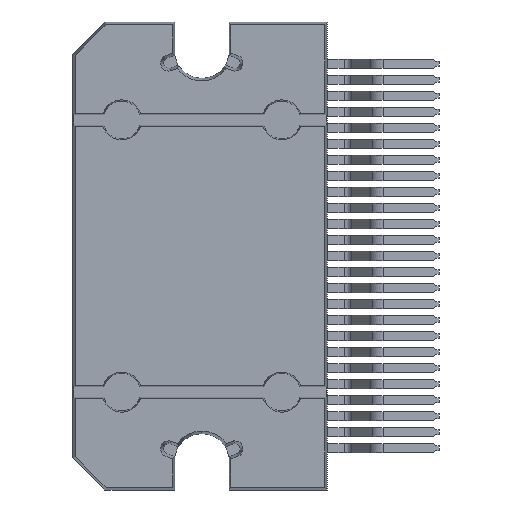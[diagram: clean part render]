
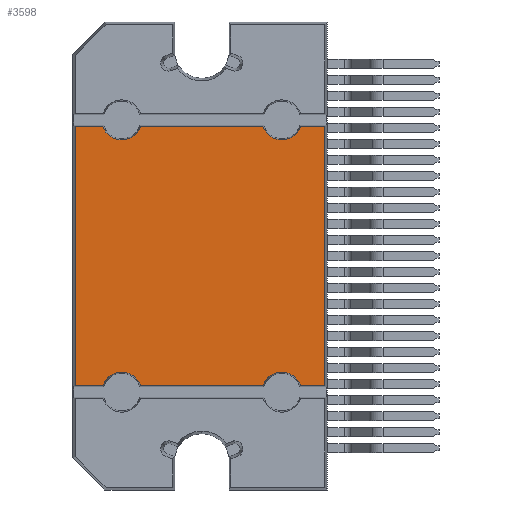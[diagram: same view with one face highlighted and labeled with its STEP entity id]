
A CAD part, left-side view. The second image highlights one B-rep face of the part: STEP entity #3598.
In plain terms, the highlighted planar face has unit normal (-1, 0, 0).
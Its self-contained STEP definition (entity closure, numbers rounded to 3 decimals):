
#12 = VECTOR ( 'NONE', #15881, 1000. ) ;
#51 = VERTEX_POINT ( 'NONE', #1435 ) ;
#370 = VERTEX_POINT ( 'NONE', #13946 ) ;
#542 = EDGE_CURVE ( 'NONE', #51, #9535, #10304, .T. ) ;
#560 = LINE ( 'NONE', #17190, #9694 ) ;
#676 = CARTESIAN_POINT ( 'NONE',  ( 3.695, 6.32, 8.5 ) ) ;
#759 = ORIENTED_EDGE ( 'NONE', *, *, #16171, .F. ) ;
#1114 = VECTOR ( 'NONE', #17118, 1000. ) ;
#1305 = VECTOR ( 'NONE', #16847, 1000. ) ;
#1435 = CARTESIAN_POINT ( 'NONE',  ( 3.695, 19.204, 8.1 ) ) ;
#1548 = CARTESIAN_POINT ( 'NONE',  ( 3.695, 16.32, 8.5 ) ) ;
#1628 = VERTEX_POINT ( 'NONE', #11443 ) ;
#1639 = CARTESIAN_POINT ( 'NONE',  ( 3.695, -3.5, 8.1 ) ) ;
#1642 = FACE_OUTER_BOUND ( 'NONE', #17834, .T. ) ;
#1675 = AXIS2_PLACEMENT_3D ( 'NONE', #2402, #16431, #9546 ) ;
#1720 = CARTESIAN_POINT ( 'NONE',  ( 3.695, 19.204, -8.1 ) ) ;
#2031 = DIRECTION ( 'NONE',  ( -1., 0., 0. ) ) ;
#2072 = VECTOR ( 'NONE', #4718, 1000. ) ;
#2156 = DIRECTION ( 'NONE',  ( -1., 0., 0. ) ) ;
#2361 = EDGE_CURVE ( 'NONE', #370, #11850, #14304, .T. ) ;
#2402 = CARTESIAN_POINT ( 'NONE',  ( 3.695, 6.32, -8.5 ) ) ;
#2428 = AXIS2_PLACEMENT_3D ( 'NONE', #676, #2031, #7565 ) ;
#2680 = VERTEX_POINT ( 'NONE', #6874 ) ;
#3117 = AXIS2_PLACEMENT_3D ( 'NONE', #5816, #4463, #12862 ) ;
#3184 = EDGE_CURVE ( 'NONE', #1628, #16055, #8813, .T. ) ;
#3484 = VECTOR ( 'NONE', #5899, 1000. ) ;
#3598 = ADVANCED_FACE ( 'NONE', ( #1642 ), #15487, .T. ) ;
#3619 = EDGE_CURVE ( 'NONE', #14152, #370, #4323, .T. ) ;
#3845 = VECTOR ( 'NONE', #16663, 1000. ) ;
#4323 = CIRCLE ( 'NONE', #16742, 1.25 ) ;
#4385 = CIRCLE ( 'NONE', #17364, 1.25 ) ;
#4463 = DIRECTION ( 'NONE',  ( -1., 0., 0. ) ) ;
#4466 = EDGE_CURVE ( 'NONE', #51, #14152, #10365, .T. ) ;
#4649 = LINE ( 'NONE', #11323, #1305 ) ;
#4718 = DIRECTION ( 'NONE',  ( 0., 0., -1. ) ) ;
#5032 = ORIENTED_EDGE ( 'NONE', *, *, #7145, .T. ) ;
#5283 = ORIENTED_EDGE ( 'NONE', *, *, #5616, .F. ) ;
#5366 = DIRECTION ( 'NONE',  ( 0., 0., 1. ) ) ;
#5406 = ORIENTED_EDGE ( 'NONE', *, *, #542, .T. ) ;
#5616 = EDGE_CURVE ( 'NONE', #2680, #10426, #4385, .T. ) ;
#5726 = DIRECTION ( 'NONE',  ( -1., 0., 0. ) ) ;
#5816 = CARTESIAN_POINT ( 'NONE',  ( 3.695, 16.32, -8.5 ) ) ;
#5899 = DIRECTION ( 'NONE',  ( 0., -1., 0. ) ) ;
#5985 = DIRECTION ( 'NONE',  ( 0., 0., 1. ) ) ;
#6112 = ORIENTED_EDGE ( 'NONE', *, *, #11414, .F. ) ;
#6264 = CARTESIAN_POINT ( 'NONE',  ( 3.695, 3.636, 8.1 ) ) ;
#6615 = VERTEX_POINT ( 'NONE', #10892 ) ;
#6685 = ORIENTED_EDGE ( 'NONE', *, *, #3619, .F. ) ;
#6844 = VERTEX_POINT ( 'NONE', #6264 ) ;
#6874 = CARTESIAN_POINT ( 'NONE',  ( 3.695, 15.136, -8.1 ) ) ;
#7058 = ORIENTED_EDGE ( 'NONE', *, *, #3184, .T. ) ;
#7145 = EDGE_CURVE ( 'NONE', #16055, #6844, #15482, .T. ) ;
#7196 = CARTESIAN_POINT ( 'NONE',  ( 3.695, -3.5, -8.1 ) ) ;
#7256 = CARTESIAN_POINT ( 'NONE',  ( 3.695, 3.636, -14.615 ) ) ;
#7565 = DIRECTION ( 'NONE',  ( 0., 0., 1. ) ) ;
#7617 = ORIENTED_EDGE ( 'NONE', *, *, #15122, .F. ) ;
#7631 = CARTESIAN_POINT ( 'NONE',  ( 3.695, 7.504, 8.1 ) ) ;
#7787 = DIRECTION ( 'NONE',  ( 0., 0., 1. ) ) ;
#8093 = EDGE_CURVE ( 'NONE', #9535, #12838, #12791, .T. ) ;
#8361 = EDGE_CURVE ( 'NONE', #1628, #11100, #10512, .T. ) ;
#8637 = ORIENTED_EDGE ( 'NONE', *, *, #8093, .T. ) ;
#8689 = CARTESIAN_POINT ( 'NONE',  ( 3.695, 5.136, 8.1 ) ) ;
#8710 = CARTESIAN_POINT ( 'NONE',  ( 3.695, 11.32, 12.8 ) ) ;
#8813 = LINE ( 'NONE', #7196, #1114 ) ;
#9046 = CARTESIAN_POINT ( 'NONE',  ( 3.695, 16.32, -8.5 ) ) ;
#9535 = VERTEX_POINT ( 'NONE', #1720 ) ;
#9546 = DIRECTION ( 'NONE',  ( 0., 0., 1. ) ) ;
#9653 = AXIS2_PLACEMENT_3D ( 'NONE', #12221, #17734, #5366 ) ;
#9694 = VECTOR ( 'NONE', #10588, 1000. ) ;
#10304 = LINE ( 'NONE', #11838, #2072 ) ;
#10365 = LINE ( 'NONE', #16057, #12 ) ;
#10423 = DIRECTION ( 'NONE',  ( 0., -1., 0. ) ) ;
#10426 = VERTEX_POINT ( 'NONE', #10524 ) ;
#10512 = CIRCLE ( 'NONE', #9653, 1.25 ) ;
#10524 = CARTESIAN_POINT ( 'NONE',  ( 3.695, 16.32, -7.25 ) ) ;
#10554 = CARTESIAN_POINT ( 'NONE',  ( 3.695, 6.32, -7.25 ) ) ;
#10588 = DIRECTION ( 'NONE',  ( 0., -1., 0. ) ) ;
#10892 = CARTESIAN_POINT ( 'NONE',  ( 3.695, 7.504, -8.1 ) ) ;
#11100 = VERTEX_POINT ( 'NONE', #10554 ) ;
#11323 = CARTESIAN_POINT ( 'NONE',  ( 3.695, -3.5, -8.1 ) ) ;
#11414 = EDGE_CURVE ( 'NONE', #11850, #15971, #16004, .T. ) ;
#11443 = CARTESIAN_POINT ( 'NONE',  ( 3.695, 5.136, -8.1 ) ) ;
#11550 = CARTESIAN_POINT ( 'NONE',  ( 3.695, 3.636, -8.1 ) ) ;
#11574 = DIRECTION ( 'NONE',  ( -1., 0., 0. ) ) ;
#11838 = CARTESIAN_POINT ( 'NONE',  ( 3.695, 19.204, 12.615 ) ) ;
#11850 = VERTEX_POINT ( 'NONE', #7631 ) ;
#12221 = CARTESIAN_POINT ( 'NONE',  ( 3.695, 6.32, -8.5 ) ) ;
#12769 = DIRECTION ( 'NONE',  ( 0., 0., 1. ) ) ;
#12775 = EDGE_CURVE ( 'NONE', #2680, #6615, #4649, .T. ) ;
#12791 = LINE ( 'NONE', #15679, #16865 ) ;
#12838 = VERTEX_POINT ( 'NONE', #14315 ) ;
#12851 = EDGE_CURVE ( 'NONE', #15971, #6844, #560, .T. ) ;
#12862 = DIRECTION ( 'NONE',  ( 0., 0., 1. ) ) ;
#13946 = CARTESIAN_POINT ( 'NONE',  ( 3.695, 15.136, 8.1 ) ) ;
#14075 = ORIENTED_EDGE ( 'NONE', *, *, #4466, .F. ) ;
#14102 = CIRCLE ( 'NONE', #3117, 1.25 ) ;
#14128 = ORIENTED_EDGE ( 'NONE', *, *, #8361, .F. ) ;
#14152 = VERTEX_POINT ( 'NONE', #16020 ) ;
#14304 = LINE ( 'NONE', #1639, #3484 ) ;
#14315 = CARTESIAN_POINT ( 'NONE',  ( 3.695, 17.504, -8.1 ) ) ;
#14685 = ORIENTED_EDGE ( 'NONE', *, *, #2361, .F. ) ;
#15102 = ORIENTED_EDGE ( 'NONE', *, *, #12775, .T. ) ;
#15122 = EDGE_CURVE ( 'NONE', #11100, #6615, #15542, .T. ) ;
#15482 = LINE ( 'NONE', #7256, #3845 ) ;
#15487 = PLANE ( 'NONE',  #17575 ) ;
#15542 = CIRCLE ( 'NONE', #1675, 1.25 ) ;
#15679 = CARTESIAN_POINT ( 'NONE',  ( 3.695, 11.32, -8.1 ) ) ;
#15881 = DIRECTION ( 'NONE',  ( 0., -1., 0. ) ) ;
#15971 = VERTEX_POINT ( 'NONE', #8689 ) ;
#16004 = CIRCLE ( 'NONE', #2428, 1.25 ) ;
#16020 = CARTESIAN_POINT ( 'NONE',  ( 3.695, 17.504, 8.1 ) ) ;
#16055 = VERTEX_POINT ( 'NONE', #11550 ) ;
#16057 = CARTESIAN_POINT ( 'NONE',  ( 3.695, 11.32, 8.1 ) ) ;
#16171 = EDGE_CURVE ( 'NONE', #10426, #12838, #14102, .T. ) ;
#16431 = DIRECTION ( 'NONE',  ( -1., 0., 0. ) ) ;
#16663 = DIRECTION ( 'NONE',  ( 0., 0., 1. ) ) ;
#16742 = AXIS2_PLACEMENT_3D ( 'NONE', #1548, #5726, #12769 ) ;
#16847 = DIRECTION ( 'NONE',  ( 0., -1., 0. ) ) ;
#16865 = VECTOR ( 'NONE', #10423, 1000. ) ;
#17118 = DIRECTION ( 'NONE',  ( 0., -1., 0. ) ) ;
#17190 = CARTESIAN_POINT ( 'NONE',  ( 3.695, -3.5, 8.1 ) ) ;
#17298 = ORIENTED_EDGE ( 'NONE', *, *, #12851, .F. ) ;
#17364 = AXIS2_PLACEMENT_3D ( 'NONE', #9046, #2156, #7787 ) ;
#17575 = AXIS2_PLACEMENT_3D ( 'NONE', #8710, #11574, #5985 ) ;
#17734 = DIRECTION ( 'NONE',  ( -1., 0., 0. ) ) ;
#17834 = EDGE_LOOP ( 'NONE', ( #5406, #8637, #759, #5283, #15102, #7617, #14128, #7058, #5032, #17298, #6112, #14685, #6685, #14075 ) ) ;
